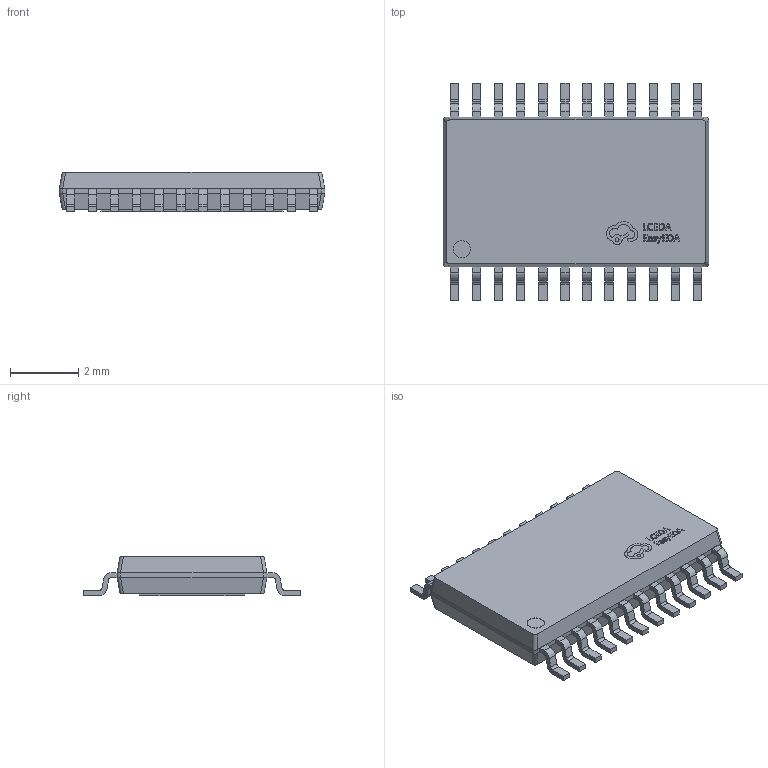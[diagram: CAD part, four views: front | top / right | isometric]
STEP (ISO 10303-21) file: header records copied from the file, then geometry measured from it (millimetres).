
FILE_DESCRIPTION (( 'STEP AP214' ), '1' );
FILE_NAME ('HTSSOP-24_L7.8-W4.4-P0.65-LS6.4-BL-EP5.2.step', '2022-07-26T09:51:17', ( '' ), ( '' ), 'SwSTEP 2.0', 'SolidWorks 2020', '' );
FILE_SCHEMA (( 'AUTOMOTIVE_DESIGN' ));
Length unit declared in the file: millimetre
Products named in the file (1): HTSSOP-24_L7.8-W4.4-P0.65-LS6.4-BL-EP5.2
Bounding box: 7.8 x 6.4 x 1.15 mm (x, y, z)
Volume: 38.8 mm3; surface area: 152.8 mm2
Topology: 39 solids, 39 shells, 677 faces, 1773 edges, 1182 vertices
Faces by surface type: plane 455, bspline 112, cylinder 110
Entity records: 29722 total; most frequent: CARTESIAN_POINT 5833, ORIENTED_EDGE 3546, DIRECTION 2841, EDGE_CURVE 1773, VECTOR 1317, LINE 1317, VERTEX_POINT 1182, AXIS2_PLACEMENT_3D 762
